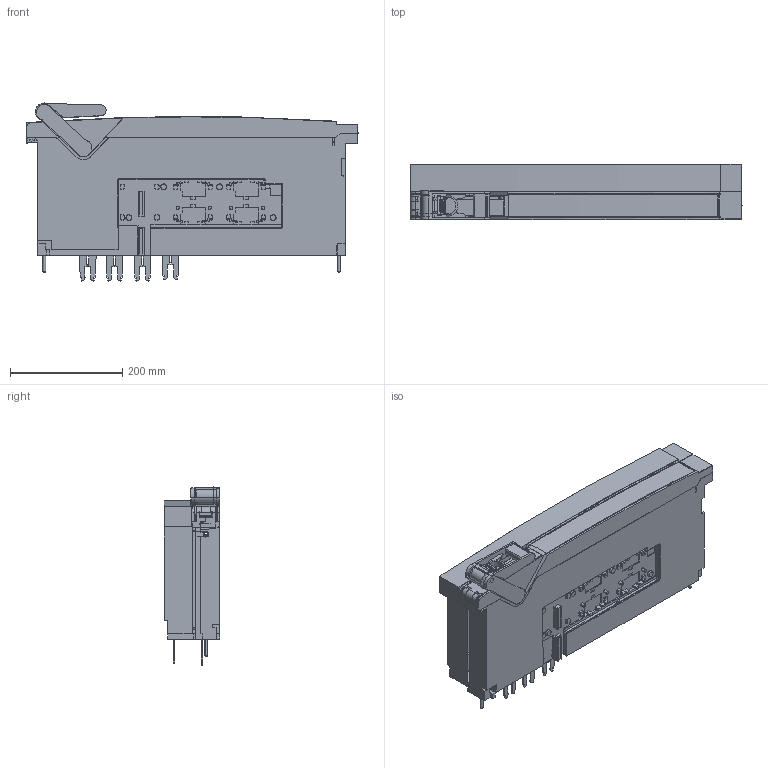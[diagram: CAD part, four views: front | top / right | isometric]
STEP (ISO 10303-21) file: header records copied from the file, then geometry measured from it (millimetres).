
FILE_DESCRIPTION((''),'2;1');
FILE_NAME('PRT0001','2023-08-21T11:41:38',('86177'),(''),'CREO PARAMETRIC BY PTC INC, 2016390','CREO PARAMETRIC BY PTC INC, 2016390','');
FILE_SCHEMA(('AUTOMOTIVE_DESIGN { 1 0 10303 214 1 1 1 1 }'));
Products named in the file (1): PRT0001
Bounding box: 591.48 x 99.2 x 317.13 mm (x, y, z)
Volume: 18943.1 mm3; surface area: 842510.7 mm2
Topology: 1 solids, 101 shells, 1952 faces, 6192 edges, 4365 vertices
Faces by surface type: plane 1401, cylinder 334, cone 173, extrusion 20, torus 15, bspline 8, sphere 1
Entity records: 89696 total; most frequent: CARTESIAN_POINT 15879, ORIENTED_EDGE 11082, DIRECTION 10501, EDGE_CURVE 6191, PRESENTATION_STYLE_ASSIGNMENT 6102, STYLED_ITEM 5919, CURVE_STYLE 5796, VECTOR 4707
